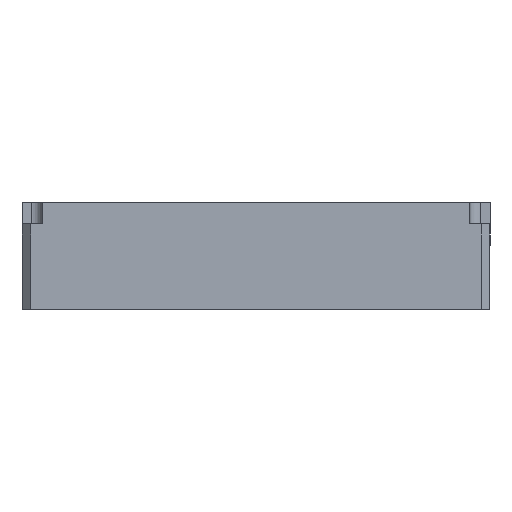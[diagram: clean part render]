
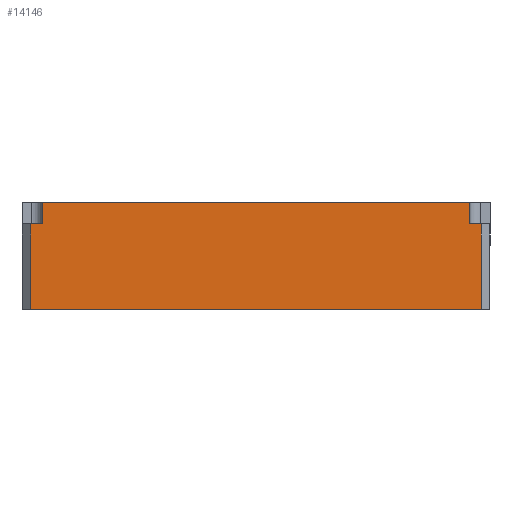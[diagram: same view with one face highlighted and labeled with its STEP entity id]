
A CAD part, front view. The second image highlights one B-rep face of the part: STEP entity #14146.
In plain terms, the highlighted planar face has unit normal (0, -1, 0).
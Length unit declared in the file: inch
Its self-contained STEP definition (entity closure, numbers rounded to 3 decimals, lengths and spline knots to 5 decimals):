
#160 = VECTOR ( 'NONE', #1687, 39.37008 ) ;
#655 = CARTESIAN_POINT ( 'NONE',  ( 6.77, 0., 0. ) ) ;
#707 = AXIS2_PLACEMENT_3D ( 'NONE', #11936, #5668, #9307 ) ;
#1021 = ORIENTED_EDGE ( 'NONE', *, *, #7611, .T. ) ;
#1065 = DIRECTION ( 'NONE',  ( 0., 0., -1. ) ) ;
#1420 = DIRECTION ( 'NONE',  ( 0., 0., 1. ) ) ;
#1572 = DIRECTION ( 'NONE',  ( 0., 0., -1. ) ) ;
#1687 = DIRECTION ( 'NONE',  ( 1., 0., 0. ) ) ;
#1922 = VERTEX_POINT ( 'NONE', #8675 ) ;
#2321 = CARTESIAN_POINT ( 'NONE',  ( 6.604, 0., 1.257 ) ) ;
#2694 = ORIENTED_EDGE ( 'NONE', *, *, #5981, .F. ) ;
#3121 = CARTESIAN_POINT ( 'NONE',  ( 0.13, 0., 0. ) ) ;
#3347 = VERTEX_POINT ( 'NONE', #655 ) ;
#3442 = VERTEX_POINT ( 'NONE', #5706 ) ;
#3511 = EDGE_CURVE ( 'NONE', #6754, #1922, #6038, .T. ) ;
#3514 = VERTEX_POINT ( 'NONE', #3650 ) ;
#3650 = CARTESIAN_POINT ( 'NONE',  ( 0.13, 0., 1.257 ) ) ;
#4127 = CARTESIAN_POINT ( 'NONE',  ( 6.77, 0., 1.5695 ) ) ;
#4204 = EDGE_CURVE ( 'NONE', #10435, #3347, #4439, .T. ) ;
#4277 = FACE_OUTER_BOUND ( 'NONE', #6174, .T. ) ;
#4320 = ORIENTED_EDGE ( 'NONE', *, *, #11902, .F. ) ;
#4406 = VECTOR ( 'NONE', #4509, 39.37008 ) ;
#4439 = LINE ( 'NONE', #3121, #7056 ) ;
#4509 = DIRECTION ( 'NONE',  ( 1., 0., 0. ) ) ;
#4831 = EDGE_CURVE ( 'NONE', #9534, #3347, #10251, .T. ) ;
#4833 = CARTESIAN_POINT ( 'NONE',  ( 0., 0., 1.257 ) ) ;
#5011 = DIRECTION ( 'NONE',  ( 1., 0., 0. ) ) ;
#5350 = PLANE ( 'NONE',  #707 ) ;
#5668 = DIRECTION ( 'NONE',  ( 0., 1., 0. ) ) ;
#5706 = CARTESIAN_POINT ( 'NONE',  ( 0.296, 0., 1.257 ) ) ;
#5981 = EDGE_CURVE ( 'NONE', #3442, #6800, #6315, .T. ) ;
#6038 = LINE ( 'NONE', #2321, #10193 ) ;
#6071 = ORIENTED_EDGE ( 'NONE', *, *, #4831, .F. ) ;
#6174 = EDGE_LOOP ( 'NONE', ( #6196, #12419, #2694, #4320, #1021, #8959, #6071, #9843 ) ) ;
#6196 = ORIENTED_EDGE ( 'NONE', *, *, #3511, .T. ) ;
#6315 = LINE ( 'NONE', #10031, #14106 ) ;
#6653 = CARTESIAN_POINT ( 'NONE',  ( 6.77, 0., 1.257 ) ) ;
#6754 = VERTEX_POINT ( 'NONE', #8615 ) ;
#6800 = VERTEX_POINT ( 'NONE', #14891 ) ;
#7055 = LINE ( 'NONE', #8215, #4406 ) ;
#7056 = VECTOR ( 'NONE', #15420, 39.37008 ) ;
#7611 = EDGE_CURVE ( 'NONE', #3514, #10435, #12377, .T. ) ;
#8097 = CARTESIAN_POINT ( 'NONE',  ( 0.13, 0., 0. ) ) ;
#8215 = CARTESIAN_POINT ( 'NONE',  ( 0.13, 0., 1.5695 ) ) ;
#8615 = CARTESIAN_POINT ( 'NONE',  ( 6.604, 0., 1.257 ) ) ;
#8675 = CARTESIAN_POINT ( 'NONE',  ( 6.604, 0., 1.5695 ) ) ;
#8959 = ORIENTED_EDGE ( 'NONE', *, *, #4204, .T. ) ;
#9307 = DIRECTION ( 'NONE',  ( 0., 0., 1. ) ) ;
#9525 = EDGE_CURVE ( 'NONE', #6754, #9534, #14413, .T. ) ;
#9534 = VERTEX_POINT ( 'NONE', #6653 ) ;
#9718 = EDGE_CURVE ( 'NONE', #6800, #1922, #7055, .T. ) ;
#9792 = LINE ( 'NONE', #4833, #15560 ) ;
#9843 = ORIENTED_EDGE ( 'NONE', *, *, #9525, .F. ) ;
#9981 = VECTOR ( 'NONE', #1572, 39.37008 ) ;
#10031 = CARTESIAN_POINT ( 'NONE',  ( 0.296, 0., 1.257 ) ) ;
#10193 = VECTOR ( 'NONE', #16282, 39.37008 ) ;
#10251 = LINE ( 'NONE', #4127, #9981 ) ;
#10435 = VERTEX_POINT ( 'NONE', #8097 ) ;
#11902 = EDGE_CURVE ( 'NONE', #3514, #3442, #9792, .T. ) ;
#11936 = CARTESIAN_POINT ( 'NONE',  ( 0.13, 0., 1.5695 ) ) ;
#12377 = LINE ( 'NONE', #14947, #13943 ) ;
#12419 = ORIENTED_EDGE ( 'NONE', *, *, #9718, .F. ) ;
#13004 = CARTESIAN_POINT ( 'NONE',  ( 6.9, 0., 1.257 ) ) ;
#13943 = VECTOR ( 'NONE', #1065, 39.37008 ) ;
#14106 = VECTOR ( 'NONE', #1420, 39.37008 ) ;
#14146 = ADVANCED_FACE ( 'NONE', ( #4277 ), #5350, .F. ) ;
#14413 = LINE ( 'NONE', #13004, #160 ) ;
#14891 = CARTESIAN_POINT ( 'NONE',  ( 0.296, 0., 1.5695 ) ) ;
#14947 = CARTESIAN_POINT ( 'NONE',  ( 0.13, 0., 1.5695 ) ) ;
#15420 = DIRECTION ( 'NONE',  ( 1., 0., 0. ) ) ;
#15560 = VECTOR ( 'NONE', #5011, 39.37008 ) ;
#16282 = DIRECTION ( 'NONE',  ( 0., 0., 1. ) ) ;
